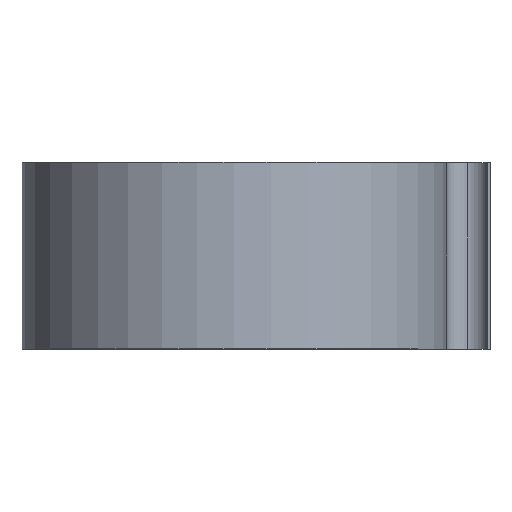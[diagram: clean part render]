
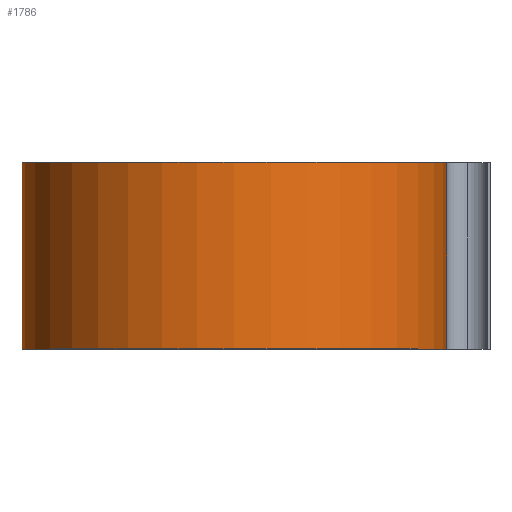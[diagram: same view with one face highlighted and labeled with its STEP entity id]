
A CAD part, top view. The second image highlights one B-rep face of the part: STEP entity #1786.
In plain terms, the highlighted cylindrical face has radius 20.5 mm (diameter 41 mm), a partial arc.
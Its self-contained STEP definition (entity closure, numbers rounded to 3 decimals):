
#147 = DIRECTION ( 'NONE',  ( 0., -1., 0. ) ) ;
#854 = AXIS2_PLACEMENT_3D ( 'NONE', #4704, #1837, #1431 ) ;
#952 = CARTESIAN_POINT ( 'NONE',  ( -20.5, 18., 0. ) ) ;
#1115 = CIRCLE ( 'NONE', #854, 20.5 ) ;
#1287 = VECTOR ( 'NONE', #2666, 1000. ) ;
#1431 = DIRECTION ( 'NONE',  ( 1., 0., 0. ) ) ;
#1437 = DIRECTION ( 'NONE',  ( 0., -1., 0. ) ) ;
#1494 = EDGE_LOOP ( 'NONE', ( #2853, #4057, #2969, #4884 ) ) ;
#1786 = ADVANCED_FACE ( 'NONE', ( #3951 ), #5049, .T. ) ;
#1836 = CARTESIAN_POINT ( 'NONE',  ( 20.5, 18., 0. ) ) ;
#1837 = DIRECTION ( 'NONE',  ( 0., 1., 0. ) ) ;
#2204 = VERTEX_POINT ( 'NONE', #1836 ) ;
#2244 = VERTEX_POINT ( 'NONE', #2334 ) ;
#2334 = CARTESIAN_POINT ( 'NONE',  ( -20.5, 0., 0. ) ) ;
#2466 = DIRECTION ( 'NONE',  ( 0., 1., 0. ) ) ;
#2490 = EDGE_CURVE ( 'NONE', #3385, #2244, #4539, .T. ) ;
#2494 = CARTESIAN_POINT ( 'NONE',  ( 0., 0., 0. ) ) ;
#2548 = CARTESIAN_POINT ( 'NONE',  ( 20.5, 0., 0. ) ) ;
#2666 = DIRECTION ( 'NONE',  ( 0., -1., 0. ) ) ;
#2682 = CARTESIAN_POINT ( 'NONE',  ( -20.5, 18., 0. ) ) ;
#2827 = CIRCLE ( 'NONE', #3770, 20.5 ) ;
#2853 = ORIENTED_EDGE ( 'NONE', *, *, #5008, .T. ) ;
#2969 = ORIENTED_EDGE ( 'NONE', *, *, #3449, .F. ) ;
#3036 = EDGE_CURVE ( 'NONE', #2204, #3212, #3490, .T. ) ;
#3123 = DIRECTION ( 'NONE',  ( 0., 0., -1. ) ) ;
#3212 = VERTEX_POINT ( 'NONE', #2548 ) ;
#3385 = VERTEX_POINT ( 'NONE', #2682 ) ;
#3440 = AXIS2_PLACEMENT_3D ( 'NONE', #5101, #1437, #3123 ) ;
#3449 = EDGE_CURVE ( 'NONE', #3385, #2204, #1115, .T. ) ;
#3490 = LINE ( 'NONE', #5155, #1287 ) ;
#3621 = DIRECTION ( 'NONE',  ( 1., 0., 0. ) ) ;
#3770 = AXIS2_PLACEMENT_3D ( 'NONE', #2494, #2466, #3621 ) ;
#3951 = FACE_OUTER_BOUND ( 'NONE', #1494, .T. ) ;
#4057 = ORIENTED_EDGE ( 'NONE', *, *, #3036, .F. ) ;
#4539 = LINE ( 'NONE', #952, #4885 ) ;
#4704 = CARTESIAN_POINT ( 'NONE',  ( 0., 18., 0. ) ) ;
#4884 = ORIENTED_EDGE ( 'NONE', *, *, #2490, .T. ) ;
#4885 = VECTOR ( 'NONE', #147, 1000. ) ;
#5008 = EDGE_CURVE ( 'NONE', #2244, #3212, #2827, .T. ) ;
#5049 = CYLINDRICAL_SURFACE ( 'NONE', #3440, 20.5 ) ;
#5101 = CARTESIAN_POINT ( 'NONE',  ( 0., 18., 0. ) ) ;
#5155 = CARTESIAN_POINT ( 'NONE',  ( 20.5, 18., 0. ) ) ;
